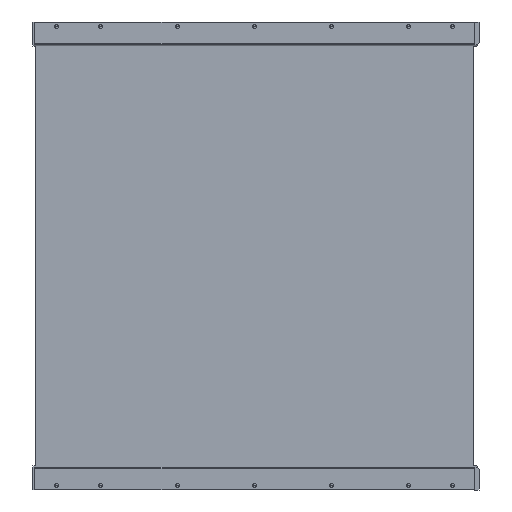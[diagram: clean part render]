
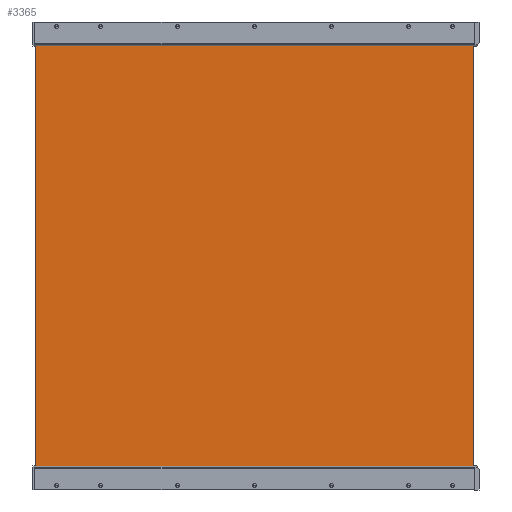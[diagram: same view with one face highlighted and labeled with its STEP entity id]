
A CAD part, left-side view. The second image highlights one B-rep face of the part: STEP entity #3365.
In plain terms, the highlighted planar face has unit normal (-1, 0, 0).
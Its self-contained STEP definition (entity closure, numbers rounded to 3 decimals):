
#1053 = ORIENTED_EDGE ( 'NONE', *, *, #2729, .T. ) ;
#1740 = CARTESIAN_POINT ( 'NONE',  ( -8.38, -498., 500. ) ) ;
#2399 = DIRECTION ( 'NONE',  ( 0., 0., 1. ) ) ;
#2729 = EDGE_CURVE ( 'NONE', #5837, #4855, #17877, .T. ) ;
#3365 = ADVANCED_FACE ( 'NONE', ( #12625 ), #13331, .F. ) ;
#3751 = DIRECTION ( 'NONE',  ( 0., -1., 0. ) ) ;
#4168 = EDGE_LOOP ( 'NONE', ( #16718, #1053, #13935, #5082 ) ) ;
#4261 = DIRECTION ( 'NONE',  ( 0., 0., -1. ) ) ;
#4279 = CARTESIAN_POINT ( 'NONE',  ( -8.38, -497.5, -500. ) ) ;
#4855 = VERTEX_POINT ( 'NONE', #15818 ) ;
#5082 = ORIENTED_EDGE ( 'NONE', *, *, #15130, .T. ) ;
#5282 = CARTESIAN_POINT ( 'NONE',  ( -8.38, -498., 500. ) ) ;
#5837 = VERTEX_POINT ( 'NONE', #4279 ) ;
#6108 = VERTEX_POINT ( 'NONE', #6819 ) ;
#6441 = VECTOR ( 'NONE', #4261, 1000. ) ;
#6819 = CARTESIAN_POINT ( 'NONE',  ( -8.38, 497.5, 500. ) ) ;
#7055 = LINE ( 'NONE', #1740, #8093 ) ;
#8093 = VECTOR ( 'NONE', #8422, 1000. ) ;
#8422 = DIRECTION ( 'NONE',  ( 0., -1., 0. ) ) ;
#9285 = DIRECTION ( 'NONE',  ( 0., 0., -1. ) ) ;
#9547 = CARTESIAN_POINT ( 'NONE',  ( -8.38, -497.5, 500. ) ) ;
#10868 = DIRECTION ( 'NONE',  ( 1., 0., 0. ) ) ;
#11200 = EDGE_CURVE ( 'NONE', #6108, #4855, #7055, .T. ) ;
#11922 = CARTESIAN_POINT ( 'NONE',  ( -8.38, -498., -500. ) ) ;
#12625 = FACE_OUTER_BOUND ( 'NONE', #4168, .T. ) ;
#13331 = PLANE ( 'NONE',  #16612 ) ;
#13469 = LINE ( 'NONE', #11922, #17276 ) ;
#13935 = ORIENTED_EDGE ( 'NONE', *, *, #11200, .F. ) ;
#14606 = VERTEX_POINT ( 'NONE', #17319 ) ;
#15130 = EDGE_CURVE ( 'NONE', #6108, #14606, #16713, .T. ) ;
#15157 = CARTESIAN_POINT ( 'NONE',  ( -8.38, 497.5, 500. ) ) ;
#15818 = CARTESIAN_POINT ( 'NONE',  ( -8.38, -497.5, 500. ) ) ;
#15879 = EDGE_CURVE ( 'NONE', #14606, #5837, #13469, .T. ) ;
#16612 = AXIS2_PLACEMENT_3D ( 'NONE', #5282, #10868, #9285 ) ;
#16713 = LINE ( 'NONE', #15157, #6441 ) ;
#16718 = ORIENTED_EDGE ( 'NONE', *, *, #15879, .T. ) ;
#17179 = VECTOR ( 'NONE', #2399, 1000. ) ;
#17276 = VECTOR ( 'NONE', #3751, 1000. ) ;
#17319 = CARTESIAN_POINT ( 'NONE',  ( -8.38, 497.5, -500. ) ) ;
#17877 = LINE ( 'NONE', #9547, #17179 ) ;
